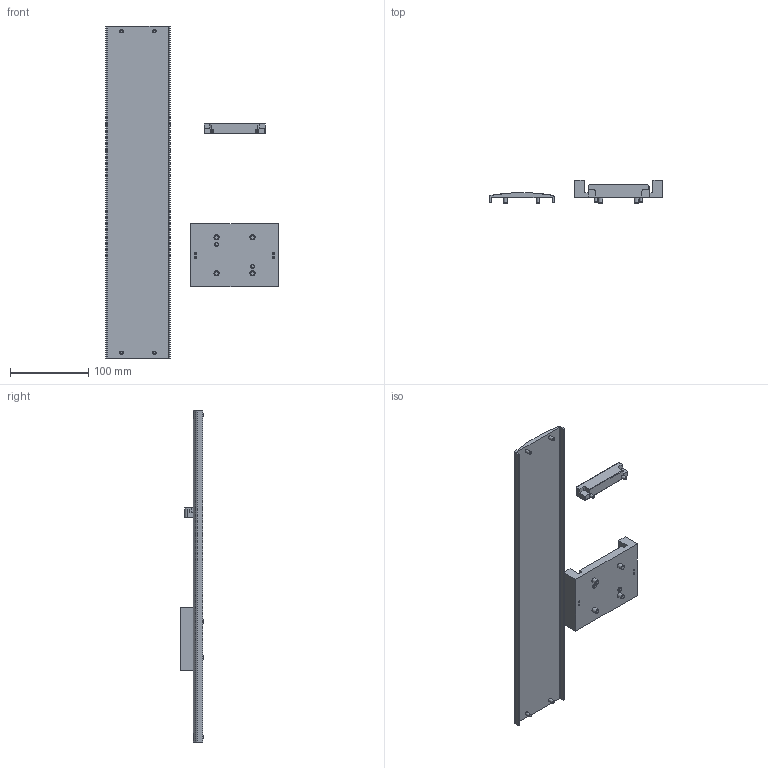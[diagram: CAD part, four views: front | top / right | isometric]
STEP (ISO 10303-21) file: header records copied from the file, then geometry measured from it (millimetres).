
FILE_DESCRIPTION(/* description */ ('STEP AP214'),/* implementation_level */ '2;1');
FILE_NAME(/* name */ '562724_EASC-S1-46-200',/* time_stamp */ '2024-08-27T11:47:27+02:00',/* author */ ('License CC BY-ND 4.0'),/* organization */ ('CADENAS'),/* preprocessor_version */ 'ST-DEVELOPER v19.3',/* originating_system */ 'PARTsolutions',/* authorisation */ ' ');
FILE_SCHEMA (('AUTOMOTIVE_DESIGN {1 0 10303 214 3 1 1}'));
Length unit declared in the file: millimetre
Products named in the file (8): 562724 EASC-S1-46-200; 734341 EASC-S1-46-200-P1; Senkschraube DIN 7991 M4x12; 734351 EASC-S1-46-P2; DIN-912 - M4x18(F); 562746 EASA-S1-46-A; 150928 ZBS-5; DIN-912 - M6x10(F)
Assembly tree (15 placements, depth 2):
  562724 EASC-S1-46-200
    734341 EASC-S1-46-200-P1
    Senkschraube DIN 7991 M4x12  x4
    734351 EASC-S1-46-P2
    DIN-912 - M4x18(F)  x2
    562746 EASA-S1-46-A
    150928 ZBS-5  x2
    DIN-912 - M6x10(F)  x4
Bounding box: 220.8 x 29.2 x 424.7 mm (x, y, z)
Volume: 301501.4 mm3; surface area: 123346.9 mm2
Topology: 15 solids, 15 shells, 410 faces, 894 edges, 528 vertices
Faces by surface type: plane 199, cone 118, cylinder 89, torus 4
Full cylindrical faces by diameter (mm): 2.013 x4, 3.242 x2, 4 x6, 4.134 x4, 4.5 x6, 4.917 x4, 5 x6, 6 x4, 6.6 x4, 7 x2, 8 x4, 8.6 x4, 10 x4, 11 x4
Entity records: 6214 total; most frequent: CARTESIAN_POINT 1111, DIRECTION 1068, ORIENTED_EDGE 826, AXIS2_PLACEMENT_3D 439, EDGE_CURVE 413, FACE_BOUND 369, EDGE_LOOP 352, VERTEX_POINT 316
